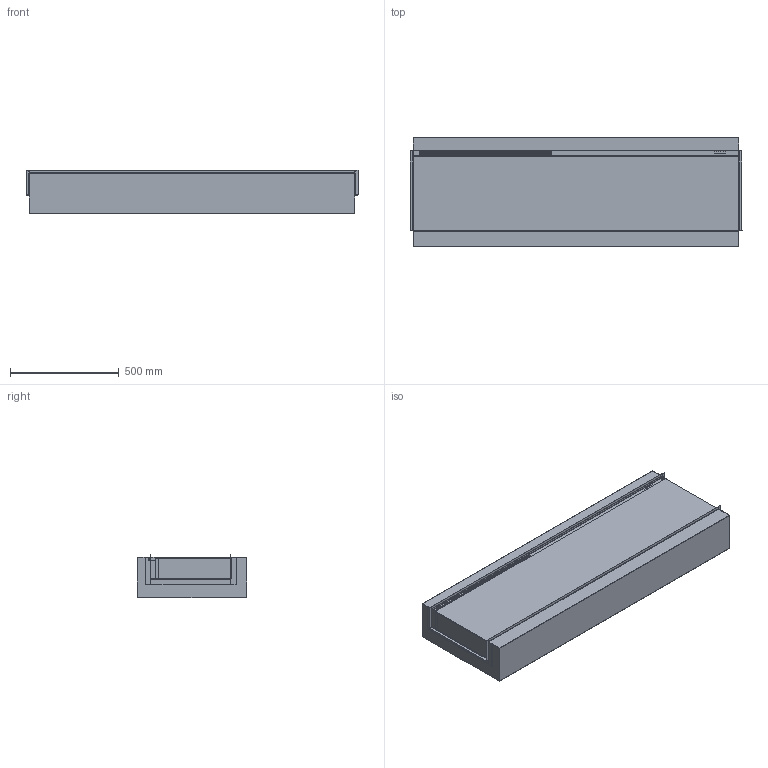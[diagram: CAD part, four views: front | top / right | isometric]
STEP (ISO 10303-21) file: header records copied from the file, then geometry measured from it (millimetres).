
FILE_DESCRIPTION (( 'STEP AP214' ), '1' );
FILE_NAME ('i1500e.STEP', '2025-12-08T13:53:57', ( '' ), ( '' ), 'SwSTEP 2.0', 'SolidWorks 2024', '' );
FILE_SCHEMA (( 'AUTOMOTIVE_DESIGN' ));
Length unit declared in the file: millimetre
Products named in the file (1): i1500e
Bounding box: 1530 x 505 x 200 mm (x, y, z)
Volume: 4740107.1 mm3; surface area: 4835525.2 mm2
Topology: 18 solids, 18 shells, 6988 faces, 20736 edges, 13784 vertices
Faces by surface type: plane 6946, cylinder 42
Entity records: 235672 total; most frequent: CARTESIAN_POINT 41509, ORIENTED_EDGE 41472, DIRECTION 34798, EDGE_CURVE 20736, LINE 20652, VECTOR 20652, VERTEX_POINT 13784, EDGE_LOOP 10344
